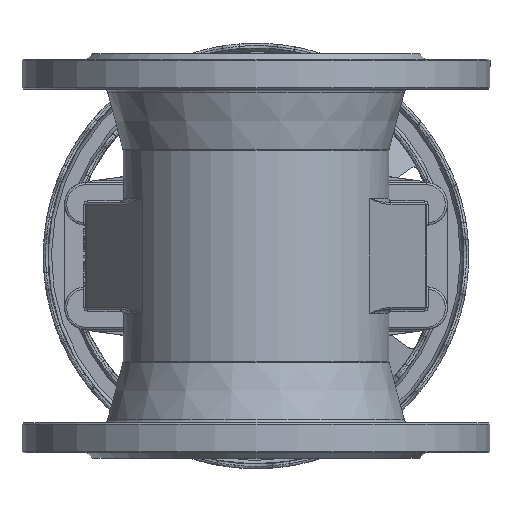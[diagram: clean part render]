
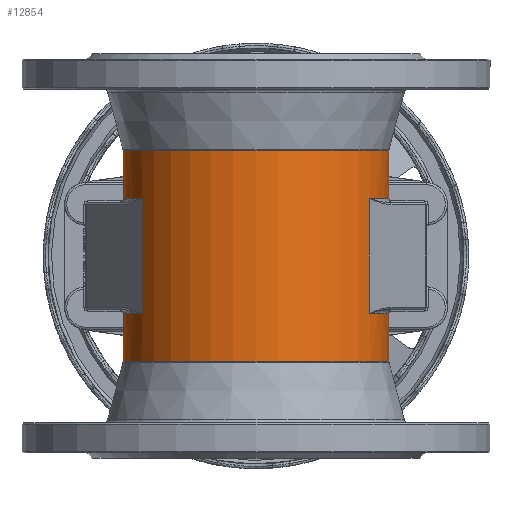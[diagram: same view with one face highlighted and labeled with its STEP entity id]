
A CAD part, front view. The second image highlights one B-rep face of the part: STEP entity #12854.
In plain terms, the highlighted cylindrical face has radius 62.5 mm (diameter 125 mm), a full revolution.
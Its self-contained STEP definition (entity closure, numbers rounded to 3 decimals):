
#1304=CYLINDRICAL_SURFACE('',#13812,62.5);
#1528=LINE('',#18429,#2120);
#1529=LINE('',#18433,#2121);
#1530=LINE('',#18437,#2122);
#1531=LINE('',#18442,#2123);
#1532=LINE('',#18446,#2124);
#1533=LINE('',#18450,#2125);
#1534=LINE('',#18454,#2126);
#1535=LINE('',#18458,#2127);
#2120=VECTOR('',#15164,62.5);
#2121=VECTOR('',#15167,10.);
#2122=VECTOR('',#15170,62.5);
#2123=VECTOR('',#15175,10.);
#2124=VECTOR('',#15178,10.);
#2125=VECTOR('',#15181,10.);
#2126=VECTOR('',#15184,10.);
#2127=VECTOR('',#15187,10.);
#2732=FACE_OUTER_BOUND('',#3519,.T.);
#3519=EDGE_LOOP('',(#8191,#8192,#8193,#8194,#8195,#8196,#8197,#8198,#8199,
#8200,#8201,#8202,#8203,#8204,#8205,#8206,#8207,#8208,#8209,#8210,#8211));
#4393=CIRCLE('',#13807,62.5);
#4394=CIRCLE('',#13808,62.5);
#4397=CIRCLE('',#13813,62.5);
#4398=CIRCLE('',#13814,62.5);
#4399=CIRCLE('',#13815,62.5);
#4400=CIRCLE('',#13816,62.5);
#4401=CIRCLE('',#13817,62.5);
#4402=CIRCLE('',#13818,62.5);
#4403=CIRCLE('',#13819,62.5);
#4404=CIRCLE('',#13820,62.5);
#4405=CIRCLE('',#13821,62.5);
#5058=VERTEX_POINT('',#18416);
#5059=VERTEX_POINT('',#18418);
#5062=VERTEX_POINT('',#18428);
#5063=VERTEX_POINT('',#18430);
#5064=VERTEX_POINT('',#18432);
#5065=VERTEX_POINT('',#18434);
#5066=VERTEX_POINT('',#18436);
#5067=VERTEX_POINT('',#18439);
#5068=VERTEX_POINT('',#18441);
#5069=VERTEX_POINT('',#18443);
#5070=VERTEX_POINT('',#18445);
#5071=VERTEX_POINT('',#18447);
#5072=VERTEX_POINT('',#18449);
#5073=VERTEX_POINT('',#18451);
#5074=VERTEX_POINT('',#18453);
#5075=VERTEX_POINT('',#18455);
#5076=VERTEX_POINT('',#18457);
#6247=EDGE_CURVE('',#5058,#5059,#4393,.T.);
#6248=EDGE_CURVE('',#5059,#5058,#4394,.T.);
#6252=EDGE_CURVE('',#5059,#5062,#1528,.T.);
#6253=EDGE_CURVE('',#5062,#5063,#4397,.T.);
#6254=EDGE_CURVE('',#5064,#5063,#1529,.T.);
#6255=EDGE_CURVE('',#5065,#5064,#4398,.T.);
#6256=EDGE_CURVE('',#5065,#5066,#1530,.T.);
#6257=EDGE_CURVE('',#5066,#5066,#4399,.T.);
#6258=EDGE_CURVE('',#5067,#5065,#4400,.T.);
#6259=EDGE_CURVE('',#5068,#5067,#1531,.T.);
#6260=EDGE_CURVE('',#5069,#5068,#4401,.T.);
#6261=EDGE_CURVE('',#5070,#5069,#1532,.T.);
#6262=EDGE_CURVE('',#5071,#5070,#4402,.T.);
#6263=EDGE_CURVE('',#5071,#5072,#1533,.T.);
#6264=EDGE_CURVE('',#5072,#5073,#4403,.T.);
#6265=EDGE_CURVE('',#5073,#5074,#1534,.T.);
#6266=EDGE_CURVE('',#5074,#5075,#4404,.T.);
#6267=EDGE_CURVE('',#5075,#5076,#1535,.T.);
#6268=EDGE_CURVE('',#5076,#5062,#4405,.T.);
#8191=ORIENTED_EDGE('',*,*,#6248,.F.);
#8192=ORIENTED_EDGE('',*,*,#6252,.T.);
#8193=ORIENTED_EDGE('',*,*,#6253,.T.);
#8194=ORIENTED_EDGE('',*,*,#6254,.F.);
#8195=ORIENTED_EDGE('',*,*,#6255,.F.);
#8196=ORIENTED_EDGE('',*,*,#6256,.T.);
#8197=ORIENTED_EDGE('',*,*,#6257,.F.);
#8198=ORIENTED_EDGE('',*,*,#6256,.F.);
#8199=ORIENTED_EDGE('',*,*,#6258,.F.);
#8200=ORIENTED_EDGE('',*,*,#6259,.F.);
#8201=ORIENTED_EDGE('',*,*,#6260,.F.);
#8202=ORIENTED_EDGE('',*,*,#6261,.F.);
#8203=ORIENTED_EDGE('',*,*,#6262,.F.);
#8204=ORIENTED_EDGE('',*,*,#6263,.T.);
#8205=ORIENTED_EDGE('',*,*,#6264,.T.);
#8206=ORIENTED_EDGE('',*,*,#6265,.T.);
#8207=ORIENTED_EDGE('',*,*,#6266,.T.);
#8208=ORIENTED_EDGE('',*,*,#6267,.T.);
#8209=ORIENTED_EDGE('',*,*,#6268,.T.);
#8210=ORIENTED_EDGE('',*,*,#6252,.F.);
#8211=ORIENTED_EDGE('',*,*,#6247,.F.);
#12854=ADVANCED_FACE('',(#2732),#1304,.T.);
#13807=AXIS2_PLACEMENT_3D('',#18419,#15151,#15152);
#13808=AXIS2_PLACEMENT_3D('',#18420,#15153,#15154);
#13812=AXIS2_PLACEMENT_3D('',#18427,#15162,#15163);
#13813=AXIS2_PLACEMENT_3D('',#18431,#15165,#15166);
#13814=AXIS2_PLACEMENT_3D('',#18435,#15168,#15169);
#13815=AXIS2_PLACEMENT_3D('',#18438,#15171,#15172);
#13816=AXIS2_PLACEMENT_3D('',#18440,#15173,#15174);
#13817=AXIS2_PLACEMENT_3D('',#18444,#15176,#15177);
#13818=AXIS2_PLACEMENT_3D('',#18448,#15179,#15180);
#13819=AXIS2_PLACEMENT_3D('',#18452,#15182,#15183);
#13820=AXIS2_PLACEMENT_3D('',#18456,#15185,#15186);
#13821=AXIS2_PLACEMENT_3D('',#18459,#15188,#15189);
#15151=DIRECTION('center_axis',(0.,0.,-1.));
#15152=DIRECTION('ref_axis',(-1.,0.,0.));
#15153=DIRECTION('center_axis',(0.,0.,-1.));
#15154=DIRECTION('ref_axis',(-1.,0.,0.));
#15162=DIRECTION('center_axis',(0.,0.,-1.));
#15163=DIRECTION('ref_axis',(-1.,0.,0.));
#15164=DIRECTION('',(0.,0.,1.));
#15165=DIRECTION('center_axis',(0.,0.,-1.));
#15166=DIRECTION('ref_axis',(0.94,0.341,0.));
#15167=DIRECTION('',(0.,0.,-1.));
#15168=DIRECTION('center_axis',(0.,0.,-1.));
#15169=DIRECTION('ref_axis',(0.94,0.341,0.));
#15170=DIRECTION('',(0.,0.,1.));
#15171=DIRECTION('center_axis',(0.,0.,1.));
#15172=DIRECTION('ref_axis',(-1.,0.,0.));
#15173=DIRECTION('center_axis',(0.,0.,-1.));
#15174=DIRECTION('ref_axis',(0.94,0.341,0.));
#15175=DIRECTION('',(0.,0.,-1.));
#15176=DIRECTION('center_axis',(0.,0.,-1.));
#15177=DIRECTION('ref_axis',(0.,1.,0.));
#15178=DIRECTION('',(0.,0.,1.));
#15179=DIRECTION('center_axis',(0.,0.,-1.));
#15180=DIRECTION('ref_axis',(-0.94,0.341,0.));
#15181=DIRECTION('',(0.,0.,-1.));
#15182=DIRECTION('center_axis',(0.,0.,-1.));
#15183=DIRECTION('ref_axis',(-0.94,0.341,0.));
#15184=DIRECTION('',(0.,0.,-1.));
#15185=DIRECTION('center_axis',(0.,0.,-1.));
#15186=DIRECTION('ref_axis',(0.,1.,0.));
#15187=DIRECTION('',(0.,0.,1.));
#15188=DIRECTION('center_axis',(0.,0.,-1.));
#15189=DIRECTION('ref_axis',(0.94,0.341,0.));
#18416=CARTESIAN_POINT('',(-62.5,0.,-141.737));
#18418=CARTESIAN_POINT('',(62.5,0.,-141.737));
#18419=CARTESIAN_POINT('Origin',(0.,0.,-141.737));
#18420=CARTESIAN_POINT('Origin',(0.,0.,-141.737));
#18427=CARTESIAN_POINT('Origin',(0.,0.,-19.));
#18428=CARTESIAN_POINT('',(62.5,0.,-119.));
#18429=CARTESIAN_POINT('',(62.5,0.,-19.));
#18430=CARTESIAN_POINT('',(53.302,-32.636,-119.));
#18431=CARTESIAN_POINT('Origin',(0.,0.,-119.));
#18432=CARTESIAN_POINT('',(53.302,-32.636,-65.));
#18433=CARTESIAN_POINT('',(53.302,-32.636,-19.));
#18434=CARTESIAN_POINT('',(62.5,0.,-65.));
#18435=CARTESIAN_POINT('Origin',(0.,0.,-65.));
#18436=CARTESIAN_POINT('',(62.5,0.,-42.263));
#18437=CARTESIAN_POINT('',(62.5,0.,-19.));
#18438=CARTESIAN_POINT('Origin',(0.,0.,-42.263));
#18439=CARTESIAN_POINT('',(21.318,58.752,-65.));
#18440=CARTESIAN_POINT('Origin',(0.,0.,-65.));
#18441=CARTESIAN_POINT('',(21.318,58.752,-60.));
#18442=CARTESIAN_POINT('',(21.318,58.752,-19.));
#18443=CARTESIAN_POINT('',(-21.318,58.752,-60.));
#18444=CARTESIAN_POINT('Origin',(0.,0.,-60.));
#18445=CARTESIAN_POINT('',(-21.318,58.752,-65.));
#18446=CARTESIAN_POINT('',(-21.318,58.752,-19.));
#18447=CARTESIAN_POINT('',(-53.302,-32.636,-65.));
#18448=CARTESIAN_POINT('Origin',(0.,0.,-65.));
#18449=CARTESIAN_POINT('',(-53.302,-32.636,-119.));
#18450=CARTESIAN_POINT('',(-53.302,-32.636,-19.));
#18451=CARTESIAN_POINT('',(-21.318,58.752,-119.));
#18452=CARTESIAN_POINT('Origin',(0.,0.,-119.));
#18453=CARTESIAN_POINT('',(-21.318,58.752,-124.));
#18454=CARTESIAN_POINT('',(-21.318,58.752,-165.));
#18455=CARTESIAN_POINT('',(21.318,58.752,-124.));
#18456=CARTESIAN_POINT('Origin',(0.,0.,-124.));
#18457=CARTESIAN_POINT('',(21.318,58.752,-119.));
#18458=CARTESIAN_POINT('',(21.318,58.752,-165.));
#18459=CARTESIAN_POINT('Origin',(0.,0.,-119.));
